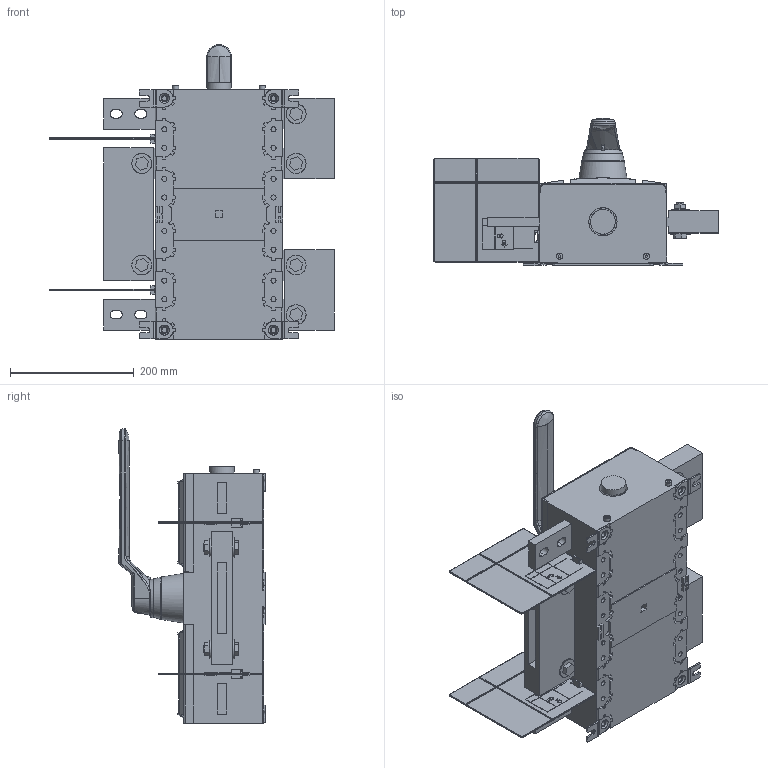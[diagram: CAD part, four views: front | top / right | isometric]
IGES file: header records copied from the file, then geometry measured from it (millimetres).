
Global section: file name: otdc800-1600_22k_sc-6m_palikka.igs; preprocessor: I-DEAS 3D IGES Translator 15; date: 20151106.134555; units: millimetre
Bounding box: 459 x 236.7 x 475.78 mm (x, y, z)
Volume: 39155.3 mm3; surface area: 941224.7 mm2
Topology: 3 solids, 3 shells, 2380 faces, 14024 edges, 14431 vertices
Faces by surface type: bspline 2380
